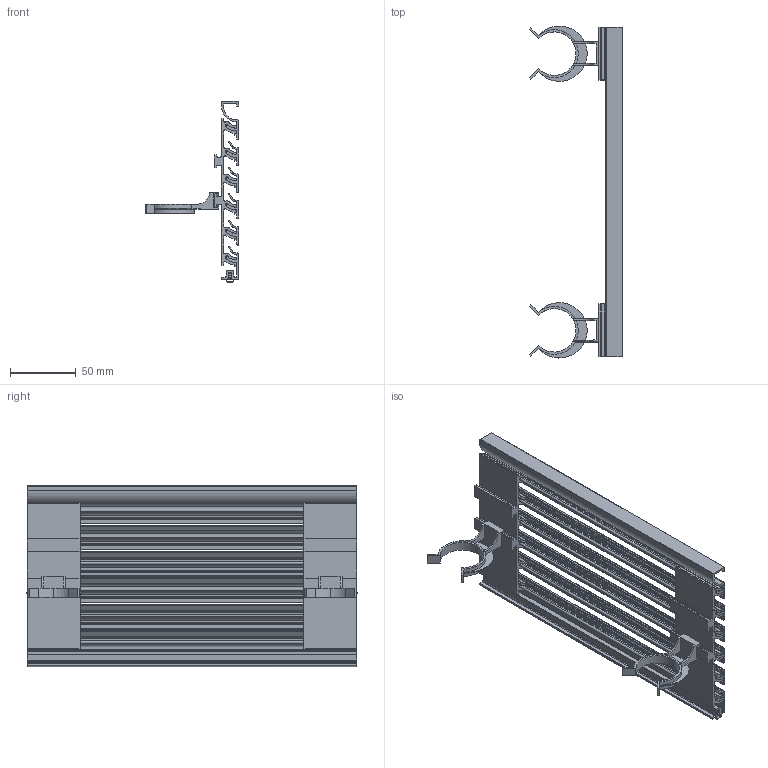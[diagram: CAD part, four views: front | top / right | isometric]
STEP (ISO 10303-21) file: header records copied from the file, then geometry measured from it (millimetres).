
FILE_DESCRIPTION(('STEP AP242'),'1');
FILE_NAME('ftungsgitter H150 schwarz.STP','2024-02-16T07:38:32',(' '),(' '),'Spatial InterOp 3D',' ',' ');
FILE_SCHEMA(('AP242_MANAGED_MODEL_BASED_3D_ENGINEERING_MIM_LF {1 0 10303 442 1 1 4}'));
Length unit declared in the file: millimetre
Products named in the file (12): ASSEM1; 4041218_V Presa Lüftungsgitter H150 schwarz
Assembly tree (12 placements, depth 3):
  4041218_V Presa Lüftungsgitter H150 schwarz
    (unnamed)
      ASSEM1
      (unnamed)  x2
      (unnamed)
      (unnamed)
      (unnamed)
      (unnamed)
      (unnamed)
      (unnamed)
      (unnamed)
      (unnamed)
Bounding box: 71.17 x 251.98 x 137.47 mm (x, y, z)
Volume: 147914.6 mm3; surface area: 187631.5 mm2
Topology: 11 solids, 11 shells, 936 faces, 2740 edges, 1824 vertices
Faces by surface type: cylinder 590, plane 343, bspline 3
Entity records: 23533 total; most frequent: CARTESIAN_POINT 4316, DIRECTION 4207, ORIENTED_EDGE 3980, EDGE_CURVE 1990, AXIS2_PLACEMENT_3D 1527, VERTEX_POINT 1324, LINE 1153, VECTOR 1153
